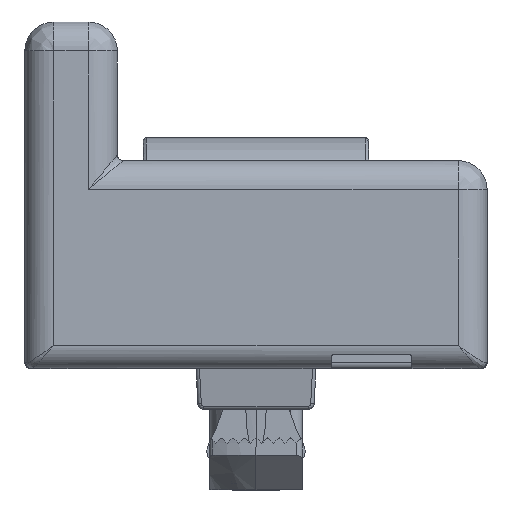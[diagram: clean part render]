
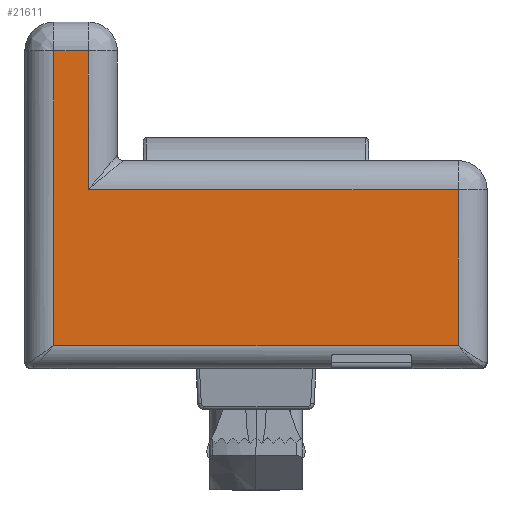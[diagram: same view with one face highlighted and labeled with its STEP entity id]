
A CAD part, left-side view. The second image highlights one B-rep face of the part: STEP entity #21611.
In plain terms, the highlighted planar face has unit normal (-1, 0, 0).
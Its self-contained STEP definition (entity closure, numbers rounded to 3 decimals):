
#159 = FACE_OUTER_BOUND ( 'NONE', #11003, .T. ) ;
#274 = DIRECTION ( 'NONE',  ( 0., 0., -1. ) ) ;
#561 = ORIENTED_EDGE ( 'NONE', *, *, #23383, .F. ) ;
#884 = LINE ( 'NONE', #13801, #24031 ) ;
#2592 = AXIS2_PLACEMENT_3D ( 'NONE', #28337, #41282, #12268 ) ;
#2976 = EDGE_CURVE ( 'NONE', #38762, #35469, #22718, .T. ) ;
#4285 = DIRECTION ( 'NONE',  ( 0., 0., -1. ) ) ;
#4296 = VECTOR ( 'NONE', #21570, 1000. ) ;
#4931 = ORIENTED_EDGE ( 'NONE', *, *, #19012, .F. ) ;
#5397 = VECTOR ( 'NONE', #274, 1000. ) ;
#8685 = CARTESIAN_POINT ( 'NONE',  ( -40., -20., 13.5 ) ) ;
#9934 = CARTESIAN_POINT ( 'NONE',  ( -40., -17.5, 0. ) ) ;
#10540 = VECTOR ( 'NONE', #25909, 1000. ) ;
#11003 = EDGE_LOOP ( 'NONE', ( #19364, #25418, #561, #41369, #4931, #39815 ) ) ;
#11475 = DIRECTION ( 'NONE',  ( 0., -1., 0. ) ) ;
#11683 = CARTESIAN_POINT ( 'NONE',  ( -40., 14.5, 13.5 ) ) ;
#12268 = DIRECTION ( 'NONE',  ( 0., 1., 0. ) ) ;
#12283 = VERTEX_POINT ( 'NONE', #38974 ) ;
#12700 = DIRECTION ( 'NONE',  ( 0., 1., 0. ) ) ;
#13801 = CARTESIAN_POINT ( 'NONE',  ( -40., 14.5, 16. ) ) ;
#14323 = EDGE_CURVE ( 'NONE', #27254, #38762, #27912, .T. ) ;
#16261 = PLANE ( 'NONE',  #2592 ) ;
#17426 = CARTESIAN_POINT ( 'NONE',  ( -40., 17.5, 25.5 ) ) ;
#18272 = VECTOR ( 'NONE', #11475, 1000. ) ;
#19012 = EDGE_CURVE ( 'NONE', #40723, #30719, #28668, .T. ) ;
#19364 = ORIENTED_EDGE ( 'NONE', *, *, #2976, .F. ) ;
#21570 = DIRECTION ( 'NONE',  ( 0., -1., 0. ) ) ;
#21611 = ADVANCED_FACE ( 'NONE', ( #159 ), #16261, .F. ) ;
#22425 = LINE ( 'NONE', #35774, #33079 ) ;
#22718 = LINE ( 'NONE', #39051, #5397 ) ;
#23383 = EDGE_CURVE ( 'NONE', #12283, #27254, #884, .T. ) ;
#23567 = CARTESIAN_POINT ( 'NONE',  ( -40., -17.5, 13.5 ) ) ;
#24031 = VECTOR ( 'NONE', #4285, 1000. ) ;
#25418 = ORIENTED_EDGE ( 'NONE', *, *, #14323, .F. ) ;
#25909 = DIRECTION ( 'NONE',  ( 0., 0., 1. ) ) ;
#27254 = VERTEX_POINT ( 'NONE', #11683 ) ;
#27912 = LINE ( 'NONE', #8685, #4296 ) ;
#28337 = CARTESIAN_POINT ( 'NONE',  ( -40., -20., 16. ) ) ;
#28668 = LINE ( 'NONE', #41623, #10540 ) ;
#30096 = LINE ( 'NONE', #40487, #18272 ) ;
#30603 = CARTESIAN_POINT ( 'NONE',  ( -40., 17.5, 0. ) ) ;
#30719 = VERTEX_POINT ( 'NONE', #17426 ) ;
#33079 = VECTOR ( 'NONE', #12700, 1000. ) ;
#33327 = EDGE_CURVE ( 'NONE', #30719, #12283, #30096, .T. ) ;
#35469 = VERTEX_POINT ( 'NONE', #9934 ) ;
#35774 = CARTESIAN_POINT ( 'NONE',  ( -40., -20., 0. ) ) ;
#38762 = VERTEX_POINT ( 'NONE', #23567 ) ;
#38974 = CARTESIAN_POINT ( 'NONE',  ( -40., 14.5, 25.5 ) ) ;
#39051 = CARTESIAN_POINT ( 'NONE',  ( -40., -17.5, 16. ) ) ;
#39815 = ORIENTED_EDGE ( 'NONE', *, *, #41308, .F. ) ;
#40487 = CARTESIAN_POINT ( 'NONE',  ( -40., -20., 25.5 ) ) ;
#40723 = VERTEX_POINT ( 'NONE', #30603 ) ;
#41282 = DIRECTION ( 'NONE',  ( 1., 0., 0. ) ) ;
#41308 = EDGE_CURVE ( 'NONE', #35469, #40723, #22425, .T. ) ;
#41369 = ORIENTED_EDGE ( 'NONE', *, *, #33327, .F. ) ;
#41623 = CARTESIAN_POINT ( 'NONE',  ( -40., 17.5, 16. ) ) ;
